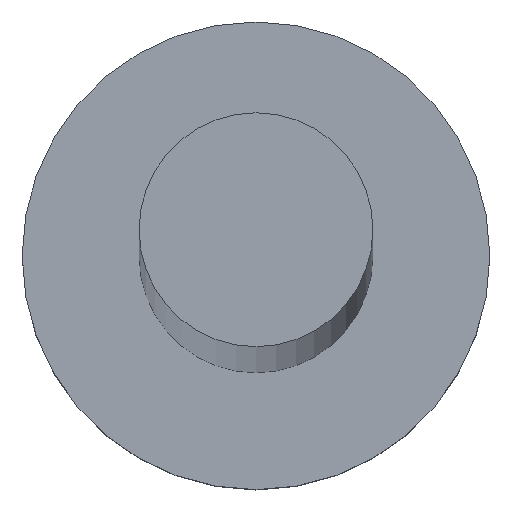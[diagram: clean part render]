
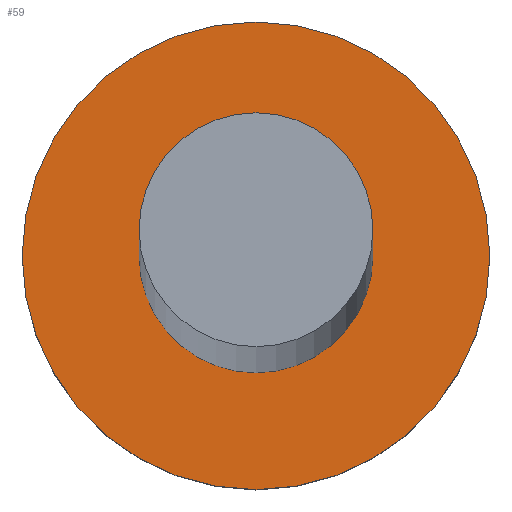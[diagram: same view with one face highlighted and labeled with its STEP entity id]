
A CAD part, top view. The second image highlights one B-rep face of the part: STEP entity #59.
In plain terms, the highlighted planar face has unit normal (0, 0, 1).
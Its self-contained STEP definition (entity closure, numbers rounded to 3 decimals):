
#3 = EDGE_CURVE ( 'NONE', #167, #188, #241, .T. ) ;
#21 = EDGE_CURVE ( 'NONE', #188, #167, #253, .T. ) ;
#22 = ORIENTED_EDGE ( 'NONE', *, *, #178, .F. ) ;
#26 = DIRECTION ( 'NONE',  ( 0., 0., 1. ) ) ;
#40 = ORIENTED_EDGE ( 'NONE', *, *, #3, .T. ) ;
#41 = ORIENTED_EDGE ( 'NONE', *, *, #121, .F. ) ;
#42 = AXIS2_PLACEMENT_3D ( 'NONE', #158, #236, #60 ) ;
#50 = CIRCLE ( 'NONE', #195, 1.25 ) ;
#55 = AXIS2_PLACEMENT_3D ( 'NONE', #203, #201, #86 ) ;
#59 = ADVANCED_FACE ( 'NONE', ( #205, #92 ), #82, .T. ) ;
#60 = DIRECTION ( 'NONE',  ( 1., 0., 0. ) ) ;
#82 = PLANE ( 'NONE',  #42 ) ;
#86 = DIRECTION ( 'NONE',  ( 1., 0., 0. ) ) ;
#92 = FACE_OUTER_BOUND ( 'NONE', #217, .T. ) ;
#94 = EDGE_LOOP ( 'NONE', ( #41, #22 ) ) ;
#105 = CARTESIAN_POINT ( 'NONE',  ( -1.25, 0., 2. ) ) ;
#108 = CARTESIAN_POINT ( 'NONE',  ( 0., 0., 2. ) ) ;
#111 = CARTESIAN_POINT ( 'NONE',  ( 0., 0., 2. ) ) ;
#112 = DIRECTION ( 'NONE',  ( 1., 0., 0. ) ) ;
#121 = EDGE_CURVE ( 'NONE', #185, #221, #50, .T. ) ;
#127 = ORIENTED_EDGE ( 'NONE', *, *, #21, .T. ) ;
#158 = CARTESIAN_POINT ( 'NONE',  ( 0., 0., 2. ) ) ;
#159 = AXIS2_PLACEMENT_3D ( 'NONE', #111, #172, #184 ) ;
#167 = VERTEX_POINT ( 'NONE', #187 ) ;
#170 = CARTESIAN_POINT ( 'NONE',  ( 0., 0., 2. ) ) ;
#172 = DIRECTION ( 'NONE',  ( 0., 0., 1. ) ) ;
#178 = EDGE_CURVE ( 'NONE', #221, #185, #215, .T. ) ;
#179 = AXIS2_PLACEMENT_3D ( 'NONE', #170, #216, #237 ) ;
#184 = DIRECTION ( 'NONE',  ( 1., 0., 0. ) ) ;
#185 = VERTEX_POINT ( 'NONE', #105 ) ;
#187 = CARTESIAN_POINT ( 'NONE',  ( 2.5, 0., 2. ) ) ;
#188 = VERTEX_POINT ( 'NONE', #239 ) ;
#195 = AXIS2_PLACEMENT_3D ( 'NONE', #108, #26, #112 ) ;
#201 = DIRECTION ( 'NONE',  ( 0., 0., 1. ) ) ;
#203 = CARTESIAN_POINT ( 'NONE',  ( 0., 0., 2. ) ) ;
#205 = FACE_BOUND ( 'NONE', #94, .T. ) ;
#206 = CARTESIAN_POINT ( 'NONE',  ( 1.25, 0., 2. ) ) ;
#215 = CIRCLE ( 'NONE', #159, 1.25 ) ;
#216 = DIRECTION ( 'NONE',  ( 0., 0., 1. ) ) ;
#217 = EDGE_LOOP ( 'NONE', ( #127, #40 ) ) ;
#221 = VERTEX_POINT ( 'NONE', #206 ) ;
#236 = DIRECTION ( 'NONE',  ( 0., 0., 1. ) ) ;
#237 = DIRECTION ( 'NONE',  ( 1., 0., 0. ) ) ;
#239 = CARTESIAN_POINT ( 'NONE',  ( -2.5, 0., 2. ) ) ;
#241 = CIRCLE ( 'NONE', #179, 2.5 ) ;
#253 = CIRCLE ( 'NONE', #55, 2.5 ) ;
